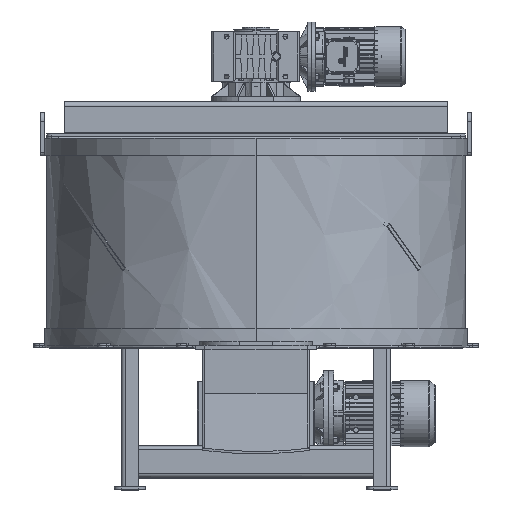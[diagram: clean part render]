
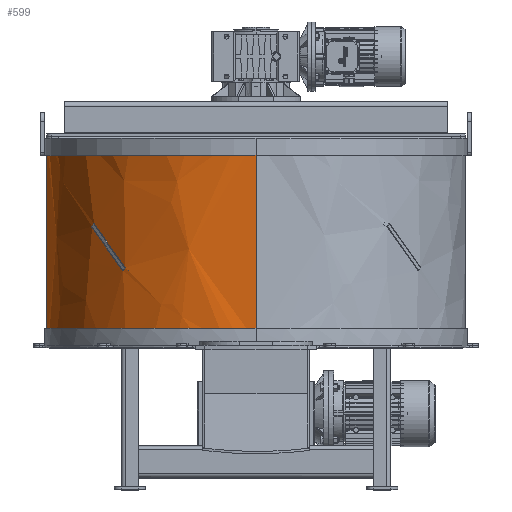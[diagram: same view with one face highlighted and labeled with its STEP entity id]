
A CAD part, top view. The second image highlights one B-rep face of the part: STEP entity #599.
In plain terms, the highlighted free-form (B-spline) face has degree [2, 1] with [3, 2] control points.
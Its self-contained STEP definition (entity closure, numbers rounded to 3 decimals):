
#599 = ADVANCED_FACE('',(#600,#638),#685,.T.);
#600 = FACE_BOUND('',#601,.T.);
#601 = EDGE_LOOP('',(#602,#613,#622,#631));
#602 = ORIENTED_EDGE('',*,*,#603,.F.);
#603 = EDGE_CURVE('',#604,#606,#608,.T.);
#604 = VERTEX_POINT('',#605);
#605 = CARTESIAN_POINT('',(-1452.52,241.072,
    520.125));
#606 = VERTEX_POINT('',#607);
#607 = CARTESIAN_POINT('',(-1445.155,250.493,
    526.084));
#608 = ( BOUNDED_CURVE() B_SPLINE_CURVE(3,(#609,#610,#611,#612),
.UNSPECIFIED.,.F.,.F.) B_SPLINE_CURVE_WITH_KNOTS((4,4),(1.669,
1.683),.PIECEWISE_BEZIER_KNOTS.) CURVE() 
GEOMETRIC_REPRESENTATION_ITEM() RATIONAL_B_SPLINE_CURVE((1.,
1.,1.,1.)) REPRESENTATION_ITEM('') );
#609 = CARTESIAN_POINT('',(-1452.52,241.072,
    520.125));
#610 = CARTESIAN_POINT('',(-1450.079,244.215,
    522.129));
#611 = CARTESIAN_POINT('',(-1447.624,247.355,
    524.115));
#612 = CARTESIAN_POINT('',(-1445.155,250.493,
    526.084));
#613 = ORIENTED_EDGE('',*,*,#614,.F.);
#614 = EDGE_CURVE('',#615,#604,#617,.T.);
#615 = VERTEX_POINT('',#616);
#616 = CARTESIAN_POINT('',(-1551.746,382.393,
    419.493));
#617 = ( BOUNDED_CURVE() B_SPLINE_CURVE(3,(#618,#619,#620,#621),
.UNSPECIFIED.,.F.,.F.) B_SPLINE_CURVE_WITH_KNOTS((4,4),(4.6,
4.811),.PIECEWISE_BEZIER_KNOTS.) CURVE() 
GEOMETRIC_REPRESENTATION_ITEM() RATIONAL_B_SPLINE_CURVE((1.,
0.996,0.996,1.)) REPRESENTATION_ITEM('') );
#618 = CARTESIAN_POINT('',(-1551.746,382.393,
    419.493));
#619 = CARTESIAN_POINT('',(-1522.268,335.408,
    456.461));
#620 = CARTESIAN_POINT('',(-1489.07,288.127,
    490.13));
#621 = CARTESIAN_POINT('',(-1452.52,241.072,
    520.125));
#622 = ORIENTED_EDGE('',*,*,#623,.F.);
#623 = EDGE_CURVE('',#624,#615,#626,.T.);
#624 = VERTEX_POINT('',#625);
#625 = CARTESIAN_POINT('',(-1545.788,391.815,
    426.858));
#626 = ( BOUNDED_CURVE() B_SPLINE_CURVE(3,(#627,#628,#629,#630),
.UNSPECIFIED.,.F.,.F.) B_SPLINE_CURVE_WITH_KNOTS((4,4),(4.811,
4.825),.PIECEWISE_BEZIER_KNOTS.) CURVE() 
GEOMETRIC_REPRESENTATION_ITEM() RATIONAL_B_SPLINE_CURVE((1.,
1.,1.,1.)) REPRESENTATION_ITEM('') );
#627 = CARTESIAN_POINT('',(-1545.788,391.815,
    426.858));
#628 = CARTESIAN_POINT('',(-1547.791,388.672,
    424.417));
#629 = CARTESIAN_POINT('',(-1549.777,385.531,
    421.962));
#630 = CARTESIAN_POINT('',(-1551.746,382.393,
    419.493));
#631 = ORIENTED_EDGE('',*,*,#632,.F.);
#632 = EDGE_CURVE('',#606,#624,#633,.T.);
#633 = ( BOUNDED_CURVE() B_SPLINE_CURVE(3,(#634,#635,#636,#637),
.UNSPECIFIED.,.F.,.F.) B_SPLINE_CURVE_WITH_KNOTS((4,4),(1.459,
1.669),.PIECEWISE_BEZIER_KNOTS.) CURVE() 
GEOMETRIC_REPRESENTATION_ITEM() RATIONAL_B_SPLINE_CURVE((1.,
0.996,0.996,1.)) REPRESENTATION_ITEM('') );
#634 = CARTESIAN_POINT('',(-1445.155,250.493,
    526.084));
#635 = CARTESIAN_POINT('',(-1482.123,297.478,
    496.606));
#636 = CARTESIAN_POINT('',(-1515.792,344.76,
    463.408));
#637 = CARTESIAN_POINT('',(-1545.788,391.815,
    426.858));
#638 = FACE_BOUND('',#639,.T.);
#639 = EDGE_LOOP('',(#640,#650,#657,#665,#672,#680));
#640 = ORIENTED_EDGE('',*,*,#641,.F.);
#641 = EDGE_CURVE('',#642,#644,#646,.T.);
#642 = VERTEX_POINT('',#643);
#643 = CARTESIAN_POINT('',(-1698.521,666.196,
    0.));
#644 = VERTEX_POINT('',#645);
#645 = CARTESIAN_POINT('',(-1025.662,666.196,
    672.858));
#646 = ( BOUNDED_CURVE() B_SPLINE_CURVE(2,(#647,#648,#649),
.UNSPECIFIED.,.F.,.F.) B_SPLINE_CURVE_WITH_KNOTS((3,3),(3.142,
4.712),.PIECEWISE_BEZIER_KNOTS.) CURVE() 
GEOMETRIC_REPRESENTATION_ITEM() RATIONAL_B_SPLINE_CURVE((1.,
0.707,1.)) REPRESENTATION_ITEM('') );
#647 = CARTESIAN_POINT('',(-1698.521,666.196,
    0.));
#648 = CARTESIAN_POINT('',(-1698.521,666.196,
    672.858));
#649 = CARTESIAN_POINT('',(-1025.662,666.196,
    672.858));
#650 = ORIENTED_EDGE('',*,*,#651,.T.);
#651 = EDGE_CURVE('',#642,#652,#654,.T.);
#652 = VERTEX_POINT('',#653);
#653 = CARTESIAN_POINT('',(-1698.521,0.,
    0.));
#654 = B_SPLINE_CURVE_WITH_KNOTS('',1,(#655,#656),.UNSPECIFIED.,.F.,.F.,
  (2,2),(0.,600.),.PIECEWISE_BEZIER_KNOTS.);
#655 = CARTESIAN_POINT('',(-1698.521,666.196,
    0.));
#656 = CARTESIAN_POINT('',(-1698.521,0.,0.));
#657 = ORIENTED_EDGE('',*,*,#658,.T.);
#658 = EDGE_CURVE('',#652,#659,#661,.T.);
#659 = VERTEX_POINT('',#660);
#660 = CARTESIAN_POINT('',(-1206.646,0.,
    648.061));
#661 = ( BOUNDED_CURVE() B_SPLINE_CURVE(2,(#662,#663,#664),
.UNSPECIFIED.,.F.,.F.) B_SPLINE_CURVE_WITH_KNOTS((3,3),(3.142,
4.44),.PIECEWISE_BEZIER_KNOTS.) CURVE() 
GEOMETRIC_REPRESENTATION_ITEM() RATIONAL_B_SPLINE_CURVE((1.,
0.797,1.)) REPRESENTATION_ITEM('') );
#662 = CARTESIAN_POINT('',(-1698.521,0.,
    0.));
#663 = CARTESIAN_POINT('',(-1698.521,0.,
    510.696));
#664 = CARTESIAN_POINT('',(-1206.646,0.,
    648.061));
#665 = ORIENTED_EDGE('',*,*,#666,.T.);
#666 = EDGE_CURVE('',#659,#667,#669,.T.);
#667 = VERTEX_POINT('',#668);
#668 = CARTESIAN_POINT('',(-1206.646,13.324,
    648.061));
#669 = B_SPLINE_CURVE_WITH_KNOTS('',1,(#670,#671),.UNSPECIFIED.,.F.,.F.,
  (2,2),(-600.,-588.),.PIECEWISE_BEZIER_KNOTS.);
#670 = CARTESIAN_POINT('',(-1206.646,0.,648.061));
#671 = CARTESIAN_POINT('',(-1206.646,13.324,
    648.061));
#672 = ORIENTED_EDGE('',*,*,#673,.T.);
#673 = EDGE_CURVE('',#667,#674,#676,.T.);
#674 = VERTEX_POINT('',#675);
#675 = CARTESIAN_POINT('',(-1025.662,13.324,
    672.858));
#676 = ( BOUNDED_CURVE() B_SPLINE_CURVE(2,(#677,#678,#679),
.UNSPECIFIED.,.F.,.F.) B_SPLINE_CURVE_WITH_KNOTS((3,3),(4.44,
4.712),.PIECEWISE_BEZIER_KNOTS.) CURVE() 
GEOMETRIC_REPRESENTATION_ITEM() RATIONAL_B_SPLINE_CURVE((1.,
0.991,1.)) REPRESENTATION_ITEM('') );
#677 = CARTESIAN_POINT('',(-1206.646,13.324,
    648.061));
#678 = CARTESIAN_POINT('',(-1117.853,13.324,
    672.858));
#679 = CARTESIAN_POINT('',(-1025.662,13.324,
    672.858));
#680 = ORIENTED_EDGE('',*,*,#681,.F.);
#681 = EDGE_CURVE('',#644,#674,#682,.T.);
#682 = B_SPLINE_CURVE_WITH_KNOTS('',1,(#683,#684),.UNSPECIFIED.,.F.,.F.,
  (2,2),(0.,588.),.PIECEWISE_BEZIER_KNOTS.);
#683 = CARTESIAN_POINT('',(-1025.662,666.196,
    672.858));
#684 = CARTESIAN_POINT('',(-1025.662,13.324,
    672.858));
#685 = ( BOUNDED_SURFACE() B_SPLINE_SURFACE(2,1,(
    (#686,#687)
    ,(#688,#689)
,(#690,#691
    )),.UNSPECIFIED.,.F.,.F.,.F.) B_SPLINE_SURFACE_WITH_KNOTS((3,3),(2,2
    ),(4.712,6.283),(0.,600.),
.PIECEWISE_BEZIER_KNOTS.) GEOMETRIC_REPRESENTATION_ITEM() 
RATIONAL_B_SPLINE_SURFACE((
    (1.,1.)
    ,(0.707,0.707)
,(1.,1.))) REPRESENTATION_ITEM('') SURFACE() );
#686 = CARTESIAN_POINT('',(-1025.662,666.196,
    672.858));
#687 = CARTESIAN_POINT('',(-1025.662,0.,
    672.858));
#688 = CARTESIAN_POINT('',(-1698.521,666.196,
    672.858));
#689 = CARTESIAN_POINT('',(-1698.521,0.,
    672.858));
#690 = CARTESIAN_POINT('',(-1698.521,666.196,
    0.));
#691 = CARTESIAN_POINT('',(-1698.521,0.,
    0.));
